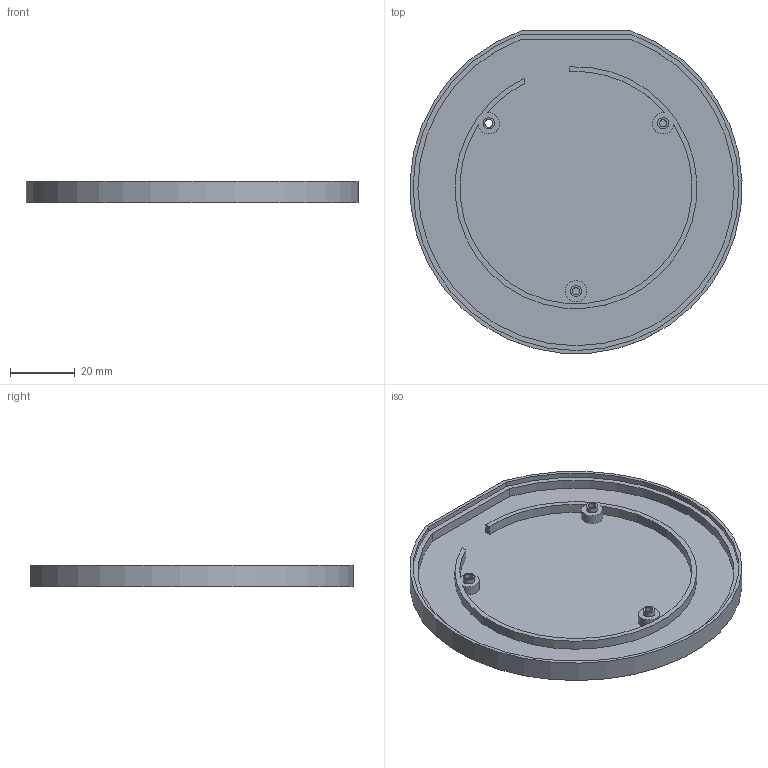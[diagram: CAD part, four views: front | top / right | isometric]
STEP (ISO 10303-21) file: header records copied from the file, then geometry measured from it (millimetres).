
FILE_DESCRIPTION(/* description */ (''),/* implementation_level */ '2;1');
FILE_NAME(/* name */ 'ARC base 2.step',/* time_stamp */ '2024-05-10T14:36:55-04:00',/* author */ (''),/* organization */ (''),/* preprocessor_version */ 'ST-DEVELOPER v20',/* originating_system */ 'Autodesk Translation Framework v12.20.1.177',/* authorisation */ '');
FILE_SCHEMA (('AUTOMOTIVE_DESIGN { 1 0 10303 214 3 1 1 }'));
Length unit declared in the file: millimetre
Products named in the file (1): 3D_PCB_Accessibility-Controller-v1.0_2024-05-08_2024-05-08
Bounding box: 102.9 x 99.93 x 6.6 mm (x, y, z)
Volume: 20672.6 mm3; surface area: 21684.5 mm2
Topology: 1 solids, 1 shells, 34 faces, 69 edges, 46 vertices
Faces by surface type: plane 18, cylinder 16
Full cylindrical faces by diameter (mm): 2.2 x2, 2.5 x1, 3.5 x3, 6.6 x1
Entity records: 945 total; most frequent: DIRECTION 171, CARTESIAN_POINT 150, ORIENTED_EDGE 138, EDGE_CURVE 69, AXIS2_PLACEMENT_3D 67, VERTEX_POINT 46, EDGE_LOOP 45, LINE 37
